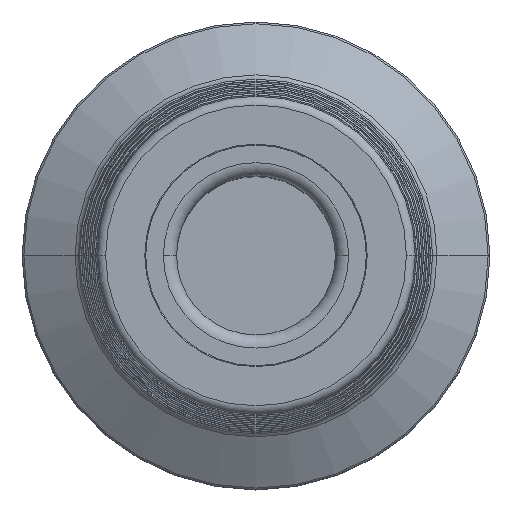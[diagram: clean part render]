
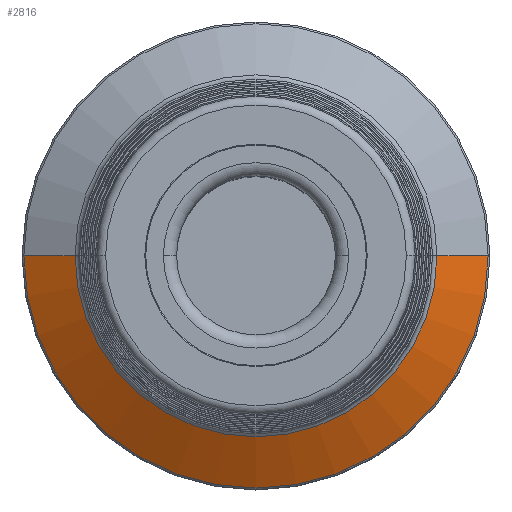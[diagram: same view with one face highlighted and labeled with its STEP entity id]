
A CAD part, top view. The second image highlights one B-rep face of the part: STEP entity #2816.
In plain terms, the highlighted conical face has half-angle 60 degrees and reference radius 23.4 mm.
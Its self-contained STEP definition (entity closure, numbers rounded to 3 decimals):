
#665=CARTESIAN_POINT('',(0.,0.,59.134));
#666=DIRECTION('',(0.,0.,-1.));
#667=DIRECTION('',(1.,0.,0.));
#668=AXIS2_PLACEMENT_3D('',#665,#666,#667);
#681=DIRECTION('',(-0.866,0.,0.5));
#682=VECTOR('',#681,6.697);
#683=CARTESIAN_POINT('',(26.3,0.,55.785));
#684=LINE('',#683,#682);
#688=CARTESIAN_POINT('',(0.,0.,55.785));
#689=DIRECTION('',(0.,0.,-1.));
#690=DIRECTION('',(1.,0.,0.));
#691=AXIS2_PLACEMENT_3D('',#688,#689,#690);
#696=DIRECTION('',(0.866,0.,0.5));
#697=VECTOR('',#696,6.697);
#698=CARTESIAN_POINT('',(-26.3,0.,55.785));
#699=LINE('',#698,#697);
#1992=CARTESIAN_POINT('',(26.3,0.,55.785));
#1993=CARTESIAN_POINT('',(20.5,0.,59.134));
#1994=VERTEX_POINT('',#1992);
#1995=VERTEX_POINT('',#1993);
#1998=CARTESIAN_POINT('',(-26.3,0.,55.785));
#1999=CARTESIAN_POINT('',(-20.5,0.,59.134));
#2000=VERTEX_POINT('',#1998);
#2001=VERTEX_POINT('',#1999);
#2802=CARTESIAN_POINT('',(0.,0.,57.46));
#2803=DIRECTION('',(0.,0.,-1.));
#2804=DIRECTION('',(1.,0.,0.));
#2805=AXIS2_PLACEMENT_3D('',#2802,#2803,#2804);
#2806=CONICAL_SURFACE('',#2805,23.4,60.);
#2808=ORIENTED_EDGE('',*,*,#2807,.F.);
#2810=ORIENTED_EDGE('',*,*,#2809,.T.);
#2812=ORIENTED_EDGE('',*,*,#2811,.T.);
#2813=ORIENTED_EDGE('',*,*,#2795,.F.);
#2814=EDGE_LOOP('',(#2808,#2810,#2812,#2813));
#2815=FACE_OUTER_BOUND('',#2814,.F.);
#2816=ADVANCED_FACE('',(#2815),#2806,.T.);
#669=CIRCLE('',#668,20.5);
#692=CIRCLE('',#691,26.3);
#2795=EDGE_CURVE('',#1995,#2001,#669,.T.);
#2807=EDGE_CURVE('',#1994,#1995,#684,.T.);
#2809=EDGE_CURVE('',#1994,#2000,#692,.T.);
#2811=EDGE_CURVE('',#2000,#2001,#699,.T.);
